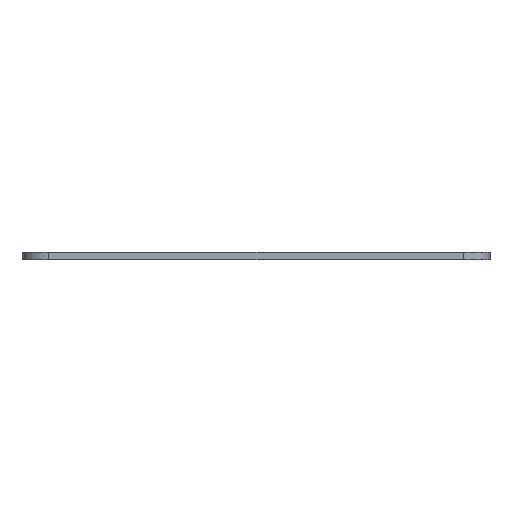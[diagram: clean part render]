
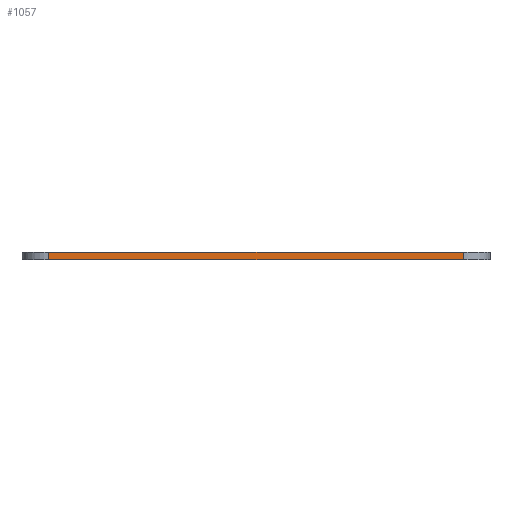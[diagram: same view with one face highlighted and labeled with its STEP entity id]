
A CAD part, left-side view. The second image highlights one B-rep face of the part: STEP entity #1057.
In plain terms, the highlighted planar face has unit normal (-1, 0, 0).
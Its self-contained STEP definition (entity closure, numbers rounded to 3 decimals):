
#113=FACE_OUTER_BOUND('',#176,.T.);
#176=EDGE_LOOP('',(#787,#788,#789,#790));
#250=LINE('',#1583,#358);
#272=LINE('',#1670,#380);
#273=LINE('',#1673,#381);
#274=LINE('',#1674,#382);
#358=VECTOR('',#1262,10.);
#380=VECTOR('',#1330,10.);
#381=VECTOR('',#1333,10.);
#382=VECTOR('',#1334,10.);
#464=VERTEX_POINT('',#1580);
#465=VERTEX_POINT('',#1582);
#506=VERTEX_POINT('',#1666);
#508=VERTEX_POINT('',#1672);
#574=EDGE_CURVE('',#464,#465,#250,.T.);
#618=EDGE_CURVE('',#465,#506,#272,.T.);
#619=EDGE_CURVE('',#508,#464,#273,.T.);
#620=EDGE_CURVE('',#506,#508,#274,.T.);
#787=ORIENTED_EDGE('',*,*,#618,.F.);
#788=ORIENTED_EDGE('',*,*,#574,.F.);
#789=ORIENTED_EDGE('',*,*,#619,.F.);
#790=ORIENTED_EDGE('',*,*,#620,.F.);
#1025=PLANE('',#1151);
#1057=ADVANCED_FACE('',(#113),#1025,.T.);
#1151=AXIS2_PLACEMENT_3D('',#1671,#1331,#1332);
#1262=DIRECTION('',(0.,1.,0.));
#1330=DIRECTION('',(0.,0.,1.));
#1331=DIRECTION('center_axis',(-1.,0.,0.));
#1332=DIRECTION('ref_axis',(0.,-1.,0.));
#1333=DIRECTION('',(0.,0.,-1.));
#1334=DIRECTION('',(0.,-1.,0.));
#1580=CARTESIAN_POINT('',(21.488,-108.15,0.));
#1582=CARTESIAN_POINT('',(21.488,-30.2,0.));
#1583=CARTESIAN_POINT('',(21.488,-113.15,0.));
#1666=CARTESIAN_POINT('',(21.488,-30.2,1.5));
#1670=CARTESIAN_POINT('',(21.488,-30.2,0.));
#1671=CARTESIAN_POINT('Origin',(21.488,-25.2,0.));
#1672=CARTESIAN_POINT('',(21.488,-108.15,1.5));
#1673=CARTESIAN_POINT('',(21.488,-108.15,0.));
#1674=CARTESIAN_POINT('',(21.488,-113.15,1.5));
